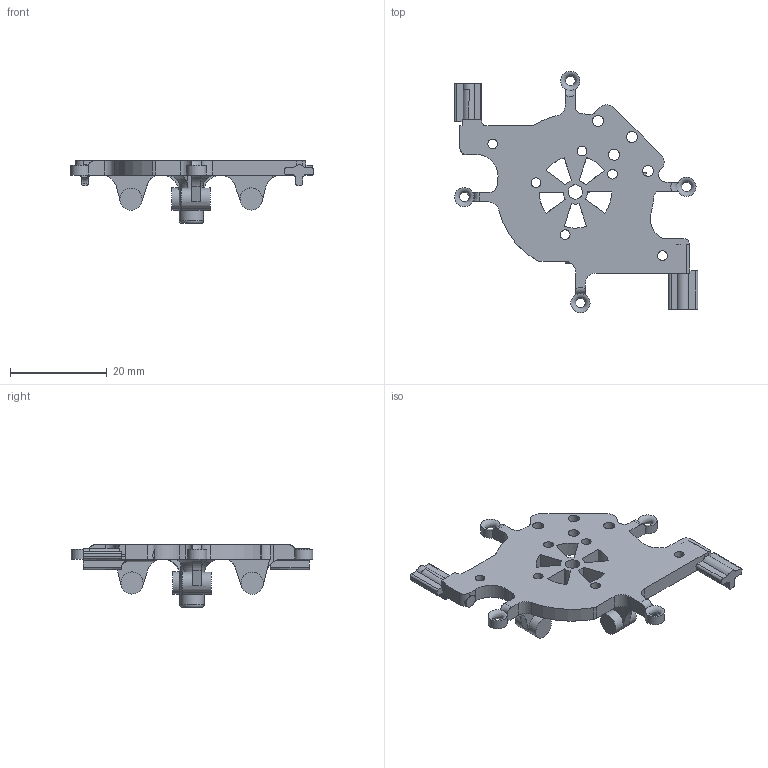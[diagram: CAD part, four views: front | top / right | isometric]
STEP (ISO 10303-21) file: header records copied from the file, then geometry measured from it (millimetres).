
FILE_DESCRIPTION(/* description */ ('','CAx-IF Rec.Pracs.---Representation and Presentation of Product Manufacturing Information (PMI)---4.0---2014-10-13'),/* implementation_level */ '2;1');
FILE_NAME(/* name */ 'Base1.step',/* time_stamp */ '2025-02-22T14:00:14+06:00',/* author */ (''),/* organization */ (''),/* preprocessor_version */ 'ST-DEVELOPER v20',/* originating_system */ 'Autodesk Translation Framework v13.20.0.188',/* authorisation */ '');
FILE_SCHEMA (('AP242_MANAGED_MODEL_BASED_3D_ENGINEERING_MIM_LF { 1 0 10303 442 1 1 4 }'));
Length unit declared in the file: millimetre
Products named in the file (1): Base1
Bounding box: 50.4 x 50.04 x 13 mm (x, y, z)
Volume: 3978.6 mm3; surface area: 4425.1 mm2
Topology: 1 solids, 1 shells, 199 faces, 624 edges, 407 vertices
Faces by surface type: plane 100, cylinder 74, torus 16, bspline 9
Full cylindrical faces by diameter (mm): 2 x6, 2.3 x4, 2.7 x1, 3 x1, 4.6 x4, 5 x1
Entity records: 7330 total; most frequent: CARTESIAN_POINT 1592, ORIENTED_EDGE 1248, DIRECTION 1213, EDGE_CURVE 624, AXIS2_PLACEMENT_3D 449, VERTEX_POINT 407, LINE 315, VECTOR 315
